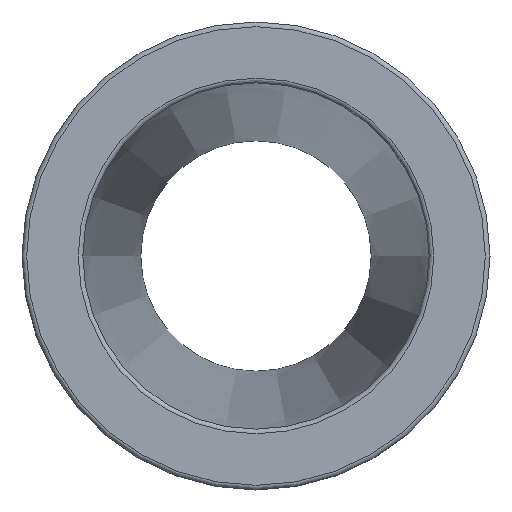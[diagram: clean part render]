
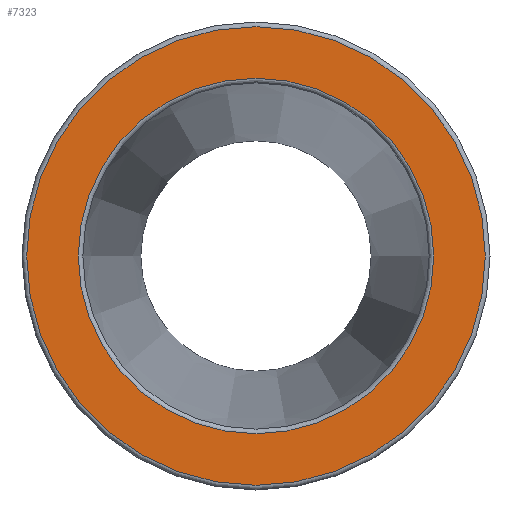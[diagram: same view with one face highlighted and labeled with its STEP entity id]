
A CAD part, left-side view. The second image highlights one B-rep face of the part: STEP entity #7323.
In plain terms, the highlighted planar face has unit normal (-1, 0, 0).
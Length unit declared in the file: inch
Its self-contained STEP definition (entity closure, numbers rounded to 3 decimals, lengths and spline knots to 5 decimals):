
#103=FACE_BOUND('',#1307,.T.);
#273=PLANE('',#7713);
#866=FACE_OUTER_BOUND('',#1306,.T.);
#1306=EDGE_LOOP('',(#6846));
#1307=EDGE_LOOP('',(#6847));
#2474=CIRCLE('',#7712,0.1897);
#2475=CIRCLE('',#7714,0.24468);
#3594=VERTEX_POINT('',#16184);
#3595=VERTEX_POINT('',#16187);
#4682=EDGE_CURVE('',#3594,#3594,#2474,.T.);
#4683=EDGE_CURVE('',#3595,#3595,#2475,.T.);
#6846=ORIENTED_EDGE('',*,*,#4683,.F.);
#6847=ORIENTED_EDGE('',*,*,#4682,.F.);
#7323=ADVANCED_FACE('',(#866,#103),#273,.T.);
#7712=AXIS2_PLACEMENT_3D('',#16185,#8996,#8997);
#7713=AXIS2_PLACEMENT_3D('',#16186,#8998,#8999);
#7714=AXIS2_PLACEMENT_3D('',#16188,#9000,#9001);
#8996=DIRECTION('center_axis',(-1.,0.,0.));
#8997=DIRECTION('ref_axis',(0.,-1.,0.));
#8998=DIRECTION('center_axis',(-1.,0.,0.));
#8999=DIRECTION('ref_axis',(0.,0.,1.));
#9000=DIRECTION('center_axis',(1.,0.,0.));
#9001=DIRECTION('ref_axis',(0.,-1.,0.));
#16184=CARTESIAN_POINT('',(0.,0.1897,0.));
#16185=CARTESIAN_POINT('Origin',(0.,0.,
0.));
#16186=CARTESIAN_POINT('Origin',(0.,0.25,0.));
#16187=CARTESIAN_POINT('',(0.,0.24468,0.));
#16188=CARTESIAN_POINT('Origin',(0.,0.,
0.));
